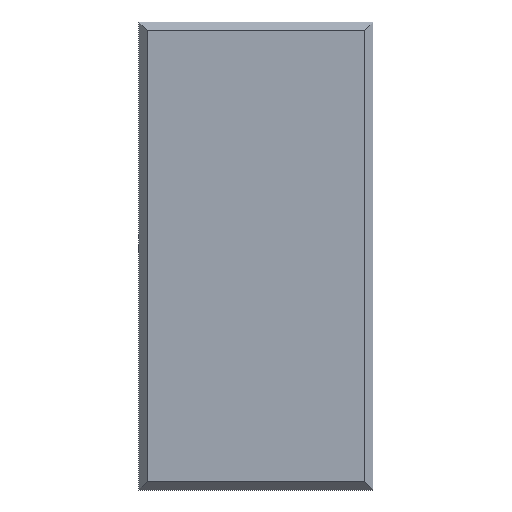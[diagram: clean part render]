
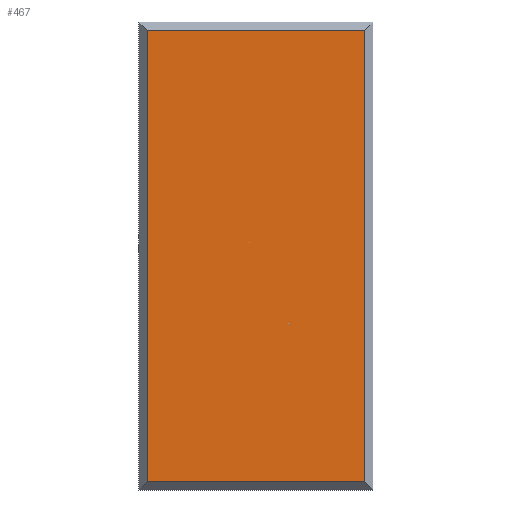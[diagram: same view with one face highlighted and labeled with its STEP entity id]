
A CAD part, front view. The second image highlights one B-rep face of the part: STEP entity #467.
In plain terms, the highlighted planar face has unit normal (0, -1, 0).
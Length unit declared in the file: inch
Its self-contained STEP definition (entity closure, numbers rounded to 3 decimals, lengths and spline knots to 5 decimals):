
#29=PLANE('',#537);
#69=LINE('',#787,#113);
#73=LINE('',#795,#117);
#76=LINE('',#801,#120);
#80=LINE('',#807,#124);
#113=VECTOR('',#653,0.3937);
#117=VECTOR('',#659,0.3937);
#120=VECTOR('',#664,0.3937);
#124=VECTOR('',#670,0.3937);
#163=FACE_OUTER_BOUND('',#193,.T.);
#193=EDGE_LOOP('',(#421,#422,#423,#424));
#237=VERTEX_POINT('',#785);
#238=VERTEX_POINT('',#786);
#241=VERTEX_POINT('',#794);
#243=VERTEX_POINT('',#800);
#293=EDGE_CURVE('',#237,#238,#69,.T.);
#297=EDGE_CURVE('',#238,#241,#73,.T.);
#300=EDGE_CURVE('',#241,#243,#76,.T.);
#304=EDGE_CURVE('',#243,#237,#80,.T.);
#421=ORIENTED_EDGE('',*,*,#293,.F.);
#422=ORIENTED_EDGE('',*,*,#304,.F.);
#423=ORIENTED_EDGE('',*,*,#300,.F.);
#424=ORIENTED_EDGE('',*,*,#297,.F.);
#467=ADVANCED_FACE('',(#163),#29,.T.);
#537=AXIS2_PLACEMENT_3D('',#813,#678,#679);
#653=DIRECTION('',(-1.,0.,0.));
#659=DIRECTION('',(0.,0.,1.));
#664=DIRECTION('',(1.,0.,0.));
#670=DIRECTION('',(0.,0.,-1.));
#678=DIRECTION('center_axis',(0.,-1.,0.));
#679=DIRECTION('ref_axis',(0.,0.,-1.));
#785=CARTESIAN_POINT('',(1.625,-0.125,-3.375));
#786=CARTESIAN_POINT('',(-1.625,-0.125,-3.375));
#787=CARTESIAN_POINT('',(0.875,-0.125,-3.375));
#794=CARTESIAN_POINT('',(-1.625,-0.125,3.375));
#795=CARTESIAN_POINT('',(-1.625,-0.125,-1.75));
#800=CARTESIAN_POINT('',(1.625,-0.125,3.375));
#801=CARTESIAN_POINT('',(-0.875,-0.125,3.375));
#807=CARTESIAN_POINT('',(1.625,-0.125,1.75));
#813=CARTESIAN_POINT('Origin',(0.,-0.125,0.));
